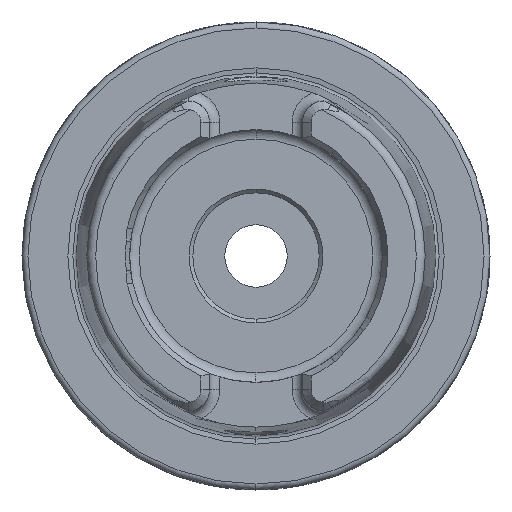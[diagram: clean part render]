
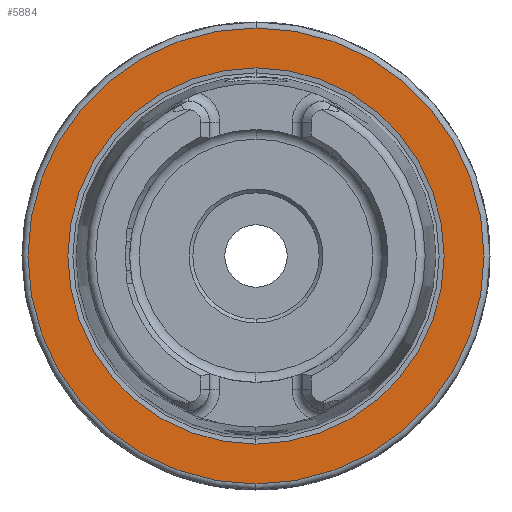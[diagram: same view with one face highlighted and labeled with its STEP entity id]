
A CAD part, left-side view. The second image highlights one B-rep face of the part: STEP entity #5884.
In plain terms, the highlighted planar face has unit normal (-1, 0, 0).
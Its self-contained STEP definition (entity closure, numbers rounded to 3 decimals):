
#69 = FACE_BOUND ( 'NONE', #2559, .T. ) ;
#89 = EDGE_CURVE ( 'NONE', #5635, #4310, #5768, .T. ) ;
#235 = CARTESIAN_POINT ( 'NONE',  ( 0., 0., 25.324 ) ) ;
#353 = AXIS2_PLACEMENT_3D ( 'NONE', #1971, #5977, #2535 ) ;
#580 = DIRECTION ( 'NONE',  ( -1., 0., 0. ) ) ;
#692 = VERTEX_POINT ( 'NONE', #1502 ) ;
#700 = CARTESIAN_POINT ( 'NONE',  ( 0., 30.7, 0. ) ) ;
#1236 = CARTESIAN_POINT ( 'NONE',  ( 0., 0., 0. ) ) ;
#1254 = DIRECTION ( 'NONE',  ( 1., 0., 0. ) ) ;
#1276 = CIRCLE ( 'NONE', #4682, 25.324 ) ;
#1502 = CARTESIAN_POINT ( 'NONE',  ( 0., 0., 30.7 ) ) ;
#1721 = VERTEX_POINT ( 'NONE', #2710 ) ;
#1786 = DIRECTION ( 'NONE',  ( 0., 0., 1. ) ) ;
#1842 = AXIS2_PLACEMENT_3D ( 'NONE', #1236, #5212, #1786 ) ;
#1971 = CARTESIAN_POINT ( 'NONE',  ( 0., 0., 0. ) ) ;
#2284 = ORIENTED_EDGE ( 'NONE', *, *, #5286, .T. ) ;
#2503 = EDGE_CURVE ( 'NONE', #4310, #5635, #1276, .T. ) ;
#2535 = DIRECTION ( 'NONE',  ( 0., 0., 1. ) ) ;
#2559 = EDGE_LOOP ( 'NONE', ( #2908, #3002 ) ) ;
#2643 = EDGE_CURVE ( 'NONE', #692, #1721, #6389, .T. ) ;
#2710 = CARTESIAN_POINT ( 'NONE',  ( 0., 0., -30.7 ) ) ;
#2908 = ORIENTED_EDGE ( 'NONE', *, *, #89, .F. ) ;
#2941 = CARTESIAN_POINT ( 'NONE',  ( 0., 0., -25.324 ) ) ;
#3002 = ORIENTED_EDGE ( 'NONE', *, *, #2503, .F. ) ;
#3413 = PLANE ( 'NONE',  #6616 ) ;
#3489 = AXIS2_PLACEMENT_3D ( 'NONE', #5035, #5741, #5661 ) ;
#3940 = CARTESIAN_POINT ( 'NONE',  ( 0., 0., 0. ) ) ;
#4310 = VERTEX_POINT ( 'NONE', #2941 ) ;
#4536 = DIRECTION ( 'NONE',  ( 0., 0., 1. ) ) ;
#4682 = AXIS2_PLACEMENT_3D ( 'NONE', #3940, #580, #4536 ) ;
#5005 = EDGE_LOOP ( 'NONE', ( #6136, #2284 ) ) ;
#5035 = CARTESIAN_POINT ( 'NONE',  ( 0., 0., 0. ) ) ;
#5212 = DIRECTION ( 'NONE',  ( -1., 0., 0. ) ) ;
#5227 = DIRECTION ( 'NONE',  ( 0., 0., -1. ) ) ;
#5286 = EDGE_CURVE ( 'NONE', #1721, #692, #6020, .T. ) ;
#5635 = VERTEX_POINT ( 'NONE', #235 ) ;
#5661 = DIRECTION ( 'NONE',  ( 0., 0., 1. ) ) ;
#5710 = FACE_OUTER_BOUND ( 'NONE', #5005, .T. ) ;
#5741 = DIRECTION ( 'NONE',  ( -1., 0., 0. ) ) ;
#5768 = CIRCLE ( 'NONE', #3489, 25.324 ) ;
#5884 = ADVANCED_FACE ( 'NONE', ( #69, #5710 ), #3413, .F. ) ;
#5977 = DIRECTION ( 'NONE',  ( -1., 0., 0. ) ) ;
#6020 = CIRCLE ( 'NONE', #353, 30.7 ) ;
#6136 = ORIENTED_EDGE ( 'NONE', *, *, #2643, .T. ) ;
#6389 = CIRCLE ( 'NONE', #1842, 30.7 ) ;
#6616 = AXIS2_PLACEMENT_3D ( 'NONE', #700, #1254, #5227 ) ;
